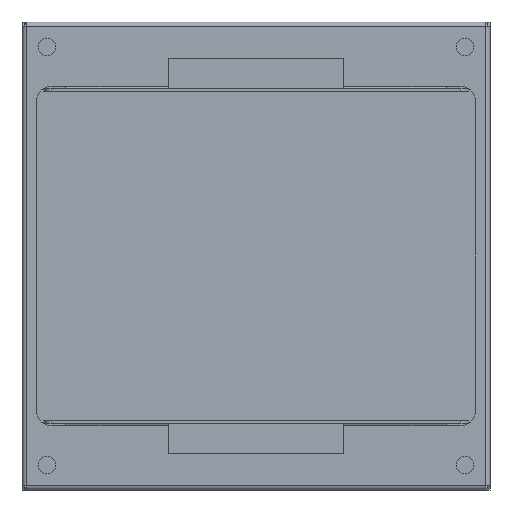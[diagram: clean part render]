
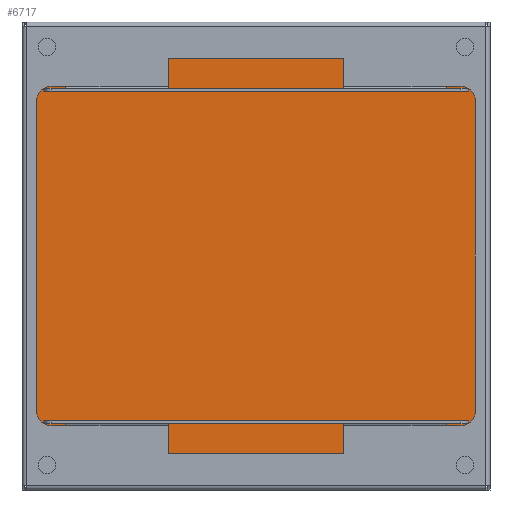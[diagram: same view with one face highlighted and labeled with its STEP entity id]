
A CAD part, front view. The second image highlights one B-rep face of the part: STEP entity #6717.
In plain terms, the highlighted planar face has unit normal (0, -1, 0).
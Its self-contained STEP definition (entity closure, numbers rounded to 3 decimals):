
#6178=DIRECTION('',(-1.,0.,0.));
#6179=VECTOR('',#6178,308.);
#6180=CARTESIAN_POINT('',(154.,0.,154.));
#6181=LINE('',#6180,#6179);
#6254=DIRECTION('',(1.,0.,0.));
#6255=VECTOR('',#6254,308.);
#6256=CARTESIAN_POINT('',(-154.,0.,-154.));
#6257=LINE('',#6256,#6255);
#6294=DIRECTION('',(0.,0.,1.));
#6295=VECTOR('',#6294,308.);
#6296=CARTESIAN_POINT('',(154.,0.,-154.));
#6297=LINE('',#6296,#6295);
#6474=DIRECTION('',(0.,0.,-1.));
#6475=VECTOR('',#6474,308.);
#6476=CARTESIAN_POINT('',(-154.,0.,154.));
#6477=LINE('',#6476,#6475);
#6590=CARTESIAN_POINT('',(154.,0.,154.));
#6591=CARTESIAN_POINT('',(-154.,0.,154.));
#6592=VERTEX_POINT('',#6590);
#6593=VERTEX_POINT('',#6591);
#6594=CARTESIAN_POINT('',(154.,0.,-154.));
#6595=VERTEX_POINT('',#6594);
#6596=CARTESIAN_POINT('',(-154.,0.,-154.));
#6597=VERTEX_POINT('',#6596);
#6702=CARTESIAN_POINT('',(0.,0.,0.));
#6703=DIRECTION('',(0.,1.,0.));
#6704=DIRECTION('',(1.,0.,0.));
#6705=AXIS2_PLACEMENT_3D('',#6702,#6703,#6704);
#6706=PLANE('',#6705);
#6708=ORIENTED_EDGE('',*,*,#6707,.F.);
#6710=ORIENTED_EDGE('',*,*,#6709,.F.);
#6712=ORIENTED_EDGE('',*,*,#6711,.F.);
#6714=ORIENTED_EDGE('',*,*,#6713,.F.);
#6715=EDGE_LOOP('',(#6708,#6710,#6712,#6714));
#6716=FACE_OUTER_BOUND('',#6715,.F.);
#6707=EDGE_CURVE('',#6592,#6593,#6181,.T.);
#6709=EDGE_CURVE('',#6595,#6592,#6297,.T.);
#6711=EDGE_CURVE('',#6597,#6595,#6257,.T.);
#6713=EDGE_CURVE('',#6593,#6597,#6477,.T.);
#6717=ADVANCED_FACE('',(#6716),#6706,.F.);
